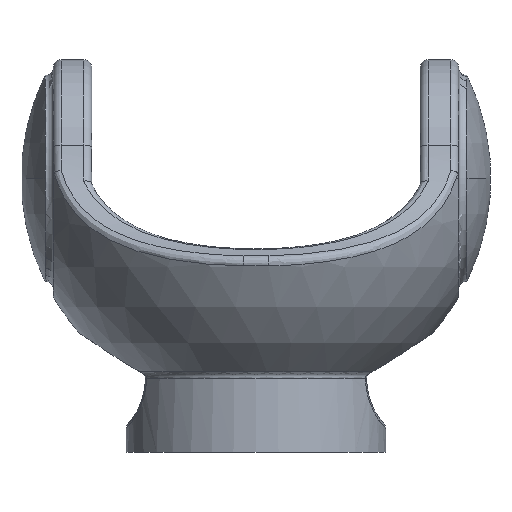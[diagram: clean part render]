
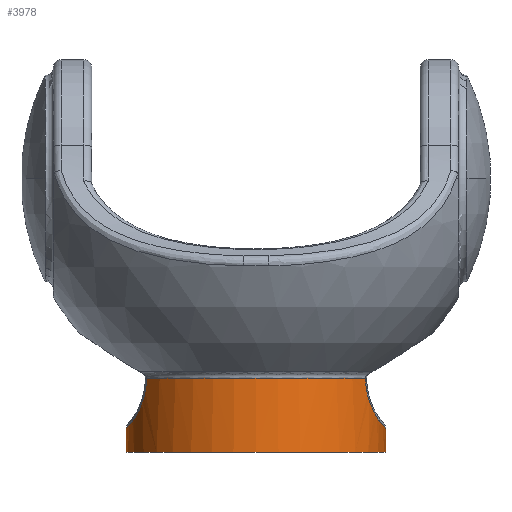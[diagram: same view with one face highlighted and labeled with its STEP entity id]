
A CAD part, front view. The second image highlights one B-rep face of the part: STEP entity #3978.
In plain terms, the highlighted cylindrical face has radius 16.583 mm (diameter 33.166 mm), a partial arc.
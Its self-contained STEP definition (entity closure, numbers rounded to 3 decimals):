
#11 = EDGE_CURVE ( 'NONE', #872, #3706, #944, .T. ) ;
#56 = CARTESIAN_POINT ( 'NONE',  ( -14.239, -8.5, -27.628 ) ) ;
#125 = CARTESIAN_POINT ( 'NONE',  ( -14.471, -8.101, -28.439 ) ) ;
#139 = B_SPLINE_CURVE_WITH_KNOTS ( 'NONE', 3,
 ( #3364, #1986, #661, #3039, #1003, #3378, #1323, #3705 ),
 .UNSPECIFIED., .F., .F.,
 ( 4, 2, 2, 4 ),
 ( 0., 0.003, 0.004, 0.005 ),
 .UNSPECIFIED. ) ;
#229 = CARTESIAN_POINT ( 'NONE',  ( 16.583, 0., -35. ) ) ;
#327 = DIRECTION ( 'NONE',  ( 1., 0., 0. ) ) ;
#393 = CARTESIAN_POINT ( 'NONE',  ( -14.075, -8.769, -26.764 ) ) ;
#405 = CARTESIAN_POINT ( 'NONE',  ( -13.993, -8.9, -25.531 ) ) ;
#430 = CYLINDRICAL_SURFACE ( 'NONE', #762, 16.583 ) ;
#445 = ORIENTED_EDGE ( 'NONE', *, *, #3175, .F. ) ;
#448 = CARTESIAN_POINT ( 'NONE',  ( -15.437, -6.078, -30.529 ) ) ;
#467 = CARTESIAN_POINT ( 'NONE',  ( -15.036, -6.997, -29.801 ) ) ;
#603 = CARTESIAN_POINT ( 'NONE',  ( 14.84, -7.404, -29.387 ) ) ;
#621 = AXIS2_PLACEMENT_3D ( 'NONE', #4364, #2328, #327 ) ;
#643 = CARTESIAN_POINT ( 'NONE',  ( 16.499, -1.726, -31.897 ) ) ;
#661 = CARTESIAN_POINT ( 'NONE',  ( -16.248, -3.425, -31.59 ) ) ;
#687 = CARTESIAN_POINT ( 'NONE',  ( 15.807, -5.015, -31.039 ) ) ;
#696 = DIRECTION ( 'NONE',  ( 0., 0., 1. ) ) ;
#705 = B_SPLINE_CURVE_WITH_KNOTS ( 'NONE', 3,
 ( #1632, #4345, #2663, #643, #3020, #982, #3359, #1307 ),
 .UNSPECIFIED., .F., .F.,
 ( 4, 2, 2, 4 ),
 ( 0.005, 0.006, 0.008, 0.01 ),
 .UNSPECIFIED. ) ;
#707 = CIRCLE ( 'NONE', #4266, 16.583 ) ;
#756 = ORIENTED_EDGE ( 'NONE', *, *, #11, .T. ) ;
#762 = AXIS2_PLACEMENT_3D ( 'NONE', #4180, #1126, #1807 ) ;
#780 = CARTESIAN_POINT ( 'NONE',  ( -15.807, -5.015, -31.039 ) ) ;
#872 = VERTEX_POINT ( 'NONE', #3862 ) ;
#923 = CARTESIAN_POINT ( 'NONE',  ( 13.993, -8.9, -25.531 ) ) ;
#928 = VERTEX_POINT ( 'NONE', #229 ) ;
#944 = B_SPLINE_CURVE_WITH_KNOTS ( 'NONE', 3,
 ( #405, #1064, #2053, #393, #2397, #56, #3823, #125, #4164, #2468, #2129, #467, #3135, #448, #2450, #780 ),
 .UNSPECIFIED., .F., .F.,
 ( 4, 2, 2, 2, 2, 2, 2, 4 ),
 ( 0., 0.001, 0.002, 0.003, 0.004, 0.005, 0.006, 0.007 ),
 .UNSPECIFIED. ) ;
#949 = B_SPLINE_CURVE_WITH_KNOTS ( 'NONE', 3,
 ( #1876, #3314, #3966, #4305, #1894, #603, #1861, #1547, #1589, #1269, #1286, #1240, #1253, #1207, #1222, #923 ),
 .UNSPECIFIED., .F., .F.,
 ( 4, 2, 2, 2, 2, 2, 2, 4 ),
 ( 0., 0.002, 0.003, 0.004, 0.005, 0.006, 0.006, 0.007 ),
 .UNSPECIFIED. ) ;
#982 = CARTESIAN_POINT ( 'NONE',  ( 16.248, -3.425, -31.59 ) ) ;
#1003 = CARTESIAN_POINT ( 'NONE',  ( -16.498, -1.73, -31.897 ) ) ;
#1011 = CARTESIAN_POINT ( 'NONE',  ( -16.583, 0., -35. ) ) ;
#1032 = VERTEX_POINT ( 'NONE', #2570 ) ;
#1037 = DIRECTION ( 'NONE',  ( 0., 0., 1. ) ) ;
#1064 = CARTESIAN_POINT ( 'NONE',  ( -13.993, -8.899, -25.844 ) ) ;
#1126 = DIRECTION ( 'NONE',  ( 0., 0., 1. ) ) ;
#1207 = CARTESIAN_POINT ( 'NONE',  ( 14.01, -8.872, -26.154 ) ) ;
#1222 = CARTESIAN_POINT ( 'NONE',  ( 13.993, -8.899, -25.843 ) ) ;
#1240 = CARTESIAN_POINT ( 'NONE',  ( 14.123, -8.693, -27.063 ) ) ;
#1252 = ORIENTED_EDGE ( 'NONE', *, *, #1328, .F. ) ;
#1253 = CARTESIAN_POINT ( 'NONE',  ( 14.075, -8.769, -26.766 ) ) ;
#1269 = CARTESIAN_POINT ( 'NONE',  ( 14.312, -8.378, -27.911 ) ) ;
#1286 = CARTESIAN_POINT ( 'NONE',  ( 14.241, -8.498, -27.635 ) ) ;
#1305 = CARTESIAN_POINT ( 'NONE',  ( 13.993, -8.9, -25.531 ) ) ;
#1307 = CARTESIAN_POINT ( 'NONE',  ( 15.807, -5.015, -31.039 ) ) ;
#1323 = CARTESIAN_POINT ( 'NONE',  ( -16.583, -0.432, -32. ) ) ;
#1328 = EDGE_CURVE ( 'NONE', #928, #1573, #707, .T. ) ;
#1348 = CARTESIAN_POINT ( 'NONE',  ( -16.583, 0., -35. ) ) ;
#1433 = EDGE_CURVE ( 'NONE', #3143, #3465, #949, .T. ) ;
#1547 = CARTESIAN_POINT ( 'NONE',  ( 14.56, -7.94, -28.694 ) ) ;
#1573 = VERTEX_POINT ( 'NONE', #1011 ) ;
#1588 = VECTOR ( 'NONE', #1037, 1000. ) ;
#1589 = CARTESIAN_POINT ( 'NONE',  ( 14.472, -8.098, -28.444 ) ) ;
#1629 = ORIENTED_EDGE ( 'NONE', *, *, #3203, .T. ) ;
#1632 = CARTESIAN_POINT ( 'NONE',  ( 16.583, 0., -32. ) ) ;
#1689 = CIRCLE ( 'NONE', #621, 16.583 ) ;
#1807 = DIRECTION ( 'NONE',  ( 1., 0., 0. ) ) ;
#1861 = CARTESIAN_POINT ( 'NONE',  ( 14.744, -7.594, -29.166 ) ) ;
#1872 = VERTEX_POINT ( 'NONE', #4002 ) ;
#1876 = CARTESIAN_POINT ( 'NONE',  ( 15.807, -5.015, -31.039 ) ) ;
#1894 = CARTESIAN_POINT ( 'NONE',  ( 15.038, -6.994, -29.803 ) ) ;
#1986 = CARTESIAN_POINT ( 'NONE',  ( -16.054, -4.235, -31.351 ) ) ;
#2053 = CARTESIAN_POINT ( 'NONE',  ( -14.011, -8.872, -26.157 ) ) ;
#2070 = EDGE_CURVE ( 'NONE', #1872, #3143, #705, .T. ) ;
#2129 = CARTESIAN_POINT ( 'NONE',  ( -14.839, -7.407, -29.384 ) ) ;
#2228 = EDGE_LOOP ( 'NONE', ( #445, #1252, #1629, #4195, #3664, #3822, #756, #3704 ) ) ;
#2328 = DIRECTION ( 'NONE',  ( 0., 0., -1. ) ) ;
#2397 = CARTESIAN_POINT ( 'NONE',  ( -14.122, -8.694, -27.058 ) ) ;
#2450 = CARTESIAN_POINT ( 'NONE',  ( -15.63, -5.57, -30.817 ) ) ;
#2468 = CARTESIAN_POINT ( 'NONE',  ( -14.742, -7.597, -29.162 ) ) ;
#2478 = LINE ( 'NONE', #3075, #3300 ) ;
#2570 = CARTESIAN_POINT ( 'NONE',  ( -16.583, 0., -32. ) ) ;
#2663 = CARTESIAN_POINT ( 'NONE',  ( 16.566, -0.864, -31.98 ) ) ;
#3020 = CARTESIAN_POINT ( 'NONE',  ( 16.448, -2.159, -31.835 ) ) ;
#3039 = CARTESIAN_POINT ( 'NONE',  ( -16.447, -2.162, -31.834 ) ) ;
#3075 = CARTESIAN_POINT ( 'NONE',  ( 16.583, 0., -35. ) ) ;
#3081 = EDGE_CURVE ( 'NONE', #3465, #872, #1689, .T. ) ;
#3091 = EDGE_CURVE ( 'NONE', #3706, #1032, #139, .T. ) ;
#3124 = FACE_OUTER_BOUND ( 'NONE', #2228, .T. ) ;
#3134 = CARTESIAN_POINT ( 'NONE',  ( 0., 0., -35. ) ) ;
#3135 = CARTESIAN_POINT ( 'NONE',  ( -15.138, -6.775, -29.997 ) ) ;
#3143 = VERTEX_POINT ( 'NONE', #687 ) ;
#3153 = DIRECTION ( 'NONE',  ( 0., 0., -1. ) ) ;
#3175 = EDGE_CURVE ( 'NONE', #1573, #1032, #3718, .T. ) ;
#3203 = EDGE_CURVE ( 'NONE', #928, #1872, #2478, .T. ) ;
#3300 = VECTOR ( 'NONE', #696, 1000. ) ;
#3314 = CARTESIAN_POINT ( 'NONE',  ( 15.631, -5.569, -30.817 ) ) ;
#3359 = CARTESIAN_POINT ( 'NONE',  ( 16.054, -4.235, -31.351 ) ) ;
#3364 = CARTESIAN_POINT ( 'NONE',  ( -15.807, -5.015, -31.039 ) ) ;
#3378 = CARTESIAN_POINT ( 'NONE',  ( -16.566, -0.865, -31.98 ) ) ;
#3465 = VERTEX_POINT ( 'NONE', #1305 ) ;
#3485 = DIRECTION ( 'NONE',  ( -1., 0., 0. ) ) ;
#3664 = ORIENTED_EDGE ( 'NONE', *, *, #1433, .T. ) ;
#3704 = ORIENTED_EDGE ( 'NONE', *, *, #3091, .T. ) ;
#3705 = CARTESIAN_POINT ( 'NONE',  ( -16.583, 0., -32. ) ) ;
#3706 = VERTEX_POINT ( 'NONE', #4084 ) ;
#3718 = LINE ( 'NONE', #1348, #1588 ) ;
#3822 = ORIENTED_EDGE ( 'NONE', *, *, #3081, .T. ) ;
#3823 = CARTESIAN_POINT ( 'NONE',  ( -14.31, -8.381, -27.905 ) ) ;
#3862 = CARTESIAN_POINT ( 'NONE',  ( -13.993, -8.9, -25.531 ) ) ;
#3966 = CARTESIAN_POINT ( 'NONE',  ( 15.438, -6.076, -30.53 ) ) ;
#3978 = ADVANCED_FACE ( 'NONE', ( #3124 ), #430, .T. ) ;
#4002 = CARTESIAN_POINT ( 'NONE',  ( 16.583, 0., -32. ) ) ;
#4084 = CARTESIAN_POINT ( 'NONE',  ( -15.807, -5.015, -31.039 ) ) ;
#4164 = CARTESIAN_POINT ( 'NONE',  ( -14.558, -7.943, -28.69 ) ) ;
#4180 = CARTESIAN_POINT ( 'NONE',  ( 0., 0., -35. ) ) ;
#4195 = ORIENTED_EDGE ( 'NONE', *, *, #2070, .T. ) ;
#4266 = AXIS2_PLACEMENT_3D ( 'NONE', #3134, #3153, #3485 ) ;
#4305 = CARTESIAN_POINT ( 'NONE',  ( 15.139, -6.772, -29.998 ) ) ;
#4345 = CARTESIAN_POINT ( 'NONE',  ( 16.583, -0.432, -32. ) ) ;
#4364 = CARTESIAN_POINT ( 'NONE',  ( 0., 0., -25.531 ) ) ;
